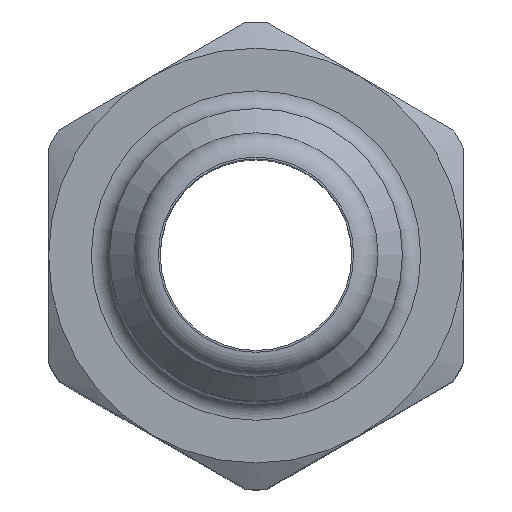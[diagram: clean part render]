
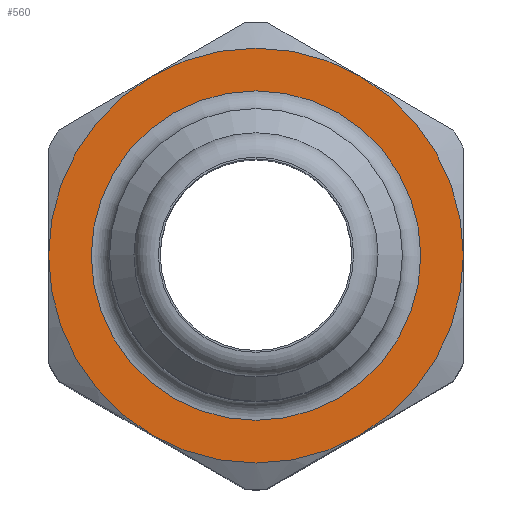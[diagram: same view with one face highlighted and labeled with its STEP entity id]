
A CAD part, top view. The second image highlights one B-rep face of the part: STEP entity #560.
In plain terms, the highlighted planar face has unit normal (0, 0, 1).
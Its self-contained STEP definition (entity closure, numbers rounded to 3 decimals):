
#22=PLANE('',#644);
#184=ORIENTED_EDGE('',*,*,#310,.T.);
#185=ORIENTED_EDGE('',*,*,#294,.F.);
#186=ORIENTED_EDGE('',*,*,#286,.F.);
#187=ORIENTED_EDGE('',*,*,#288,.F.);
#188=ORIENTED_EDGE('',*,*,#301,.F.);
#189=ORIENTED_EDGE('',*,*,#298,.F.);
#190=ORIENTED_EDGE('',*,*,#292,.F.);
#286=EDGE_CURVE('',#348,#349,#387,.T.);
#288=EDGE_CURVE('',#350,#348,#388,.T.);
#292=EDGE_CURVE('',#351,#352,#389,.T.);
#294=EDGE_CURVE('',#349,#351,#390,.T.);
#298=EDGE_CURVE('',#352,#353,#391,.T.);
#301=EDGE_CURVE('',#353,#350,#392,.T.);
#310=EDGE_CURVE('',#361,#361,#400,.T.);
#348=VERTEX_POINT('',#965);
#349=VERTEX_POINT('',#967);
#350=VERTEX_POINT('',#974);
#351=VERTEX_POINT('',#988);
#352=VERTEX_POINT('',#990);
#353=VERTEX_POINT('',#1011);
#361=VERTEX_POINT('',#1049);
#387=CIRCLE('',#619,8.5);
#388=CIRCLE('',#621,8.5);
#389=CIRCLE('',#623,8.5);
#390=CIRCLE('',#625,8.5);
#391=CIRCLE('',#627,8.5);
#392=CIRCLE('',#629,8.5);
#400=CIRCLE('',#645,6.75);
#440=EDGE_LOOP('',(#184));
#441=EDGE_LOOP('',(#185,#186,#187,#188,#189,#190));
#496=FACE_BOUND('',#440,.T.);
#497=FACE_BOUND('',#441,.T.);
#560=ADVANCED_FACE('',(#496,#497),#22,.T.);
#619=AXIS2_PLACEMENT_3D('',#966,#743,#744);
#621=AXIS2_PLACEMENT_3D('',#973,#747,#748);
#623=AXIS2_PLACEMENT_3D('',#989,#751,#752);
#625=AXIS2_PLACEMENT_3D('',#996,#755,#756);
#627=AXIS2_PLACEMENT_3D('',#1010,#759,#760);
#629=AXIS2_PLACEMENT_3D('',#1021,#763,#764);
#644=AXIS2_PLACEMENT_3D('',#1047,#793,#794);
#645=AXIS2_PLACEMENT_3D('',#1048,#795,#796);
#743=DIRECTION('',(0.,0.,-1.));
#744=DIRECTION('',(-1.,0.,0.));
#747=DIRECTION('',(0.,0.,-1.));
#748=DIRECTION('',(-1.,0.,0.));
#751=DIRECTION('',(0.,0.,-1.));
#752=DIRECTION('',(-1.,0.,0.));
#755=DIRECTION('',(0.,0.,-1.));
#756=DIRECTION('',(-1.,0.,0.));
#759=DIRECTION('',(0.,0.,-1.));
#760=DIRECTION('',(-1.,0.,0.));
#763=DIRECTION('',(0.,0.,-1.));
#764=DIRECTION('',(-1.,0.,0.));
#793=DIRECTION('',(0.,0.,1.));
#794=DIRECTION('',(1.,0.,0.));
#795=DIRECTION('',(0.,0.,-1.));
#796=DIRECTION('',(-1.,0.,0.));
#965=CARTESIAN_POINT('',(-8.5,0.,18.5));
#966=CARTESIAN_POINT('',(0.,0.,18.5));
#967=CARTESIAN_POINT('',(-4.25,7.361,18.5));
#973=CARTESIAN_POINT('',(0.,0.,18.5));
#974=CARTESIAN_POINT('',(-4.25,-7.361,18.5));
#988=CARTESIAN_POINT('',(4.25,7.361,18.5));
#989=CARTESIAN_POINT('',(0.,0.,18.5));
#990=CARTESIAN_POINT('',(8.5,0.,18.5));
#996=CARTESIAN_POINT('',(0.,0.,18.5));
#1010=CARTESIAN_POINT('',(0.,0.,18.5));
#1011=CARTESIAN_POINT('',(4.25,-7.361,18.5));
#1021=CARTESIAN_POINT('',(0.,0.,18.5));
#1047=CARTESIAN_POINT('',(0.,8.5,18.5));
#1048=CARTESIAN_POINT('',(0.,0.,18.5));
#1049=CARTESIAN_POINT('',(-6.75,0.,18.5));
